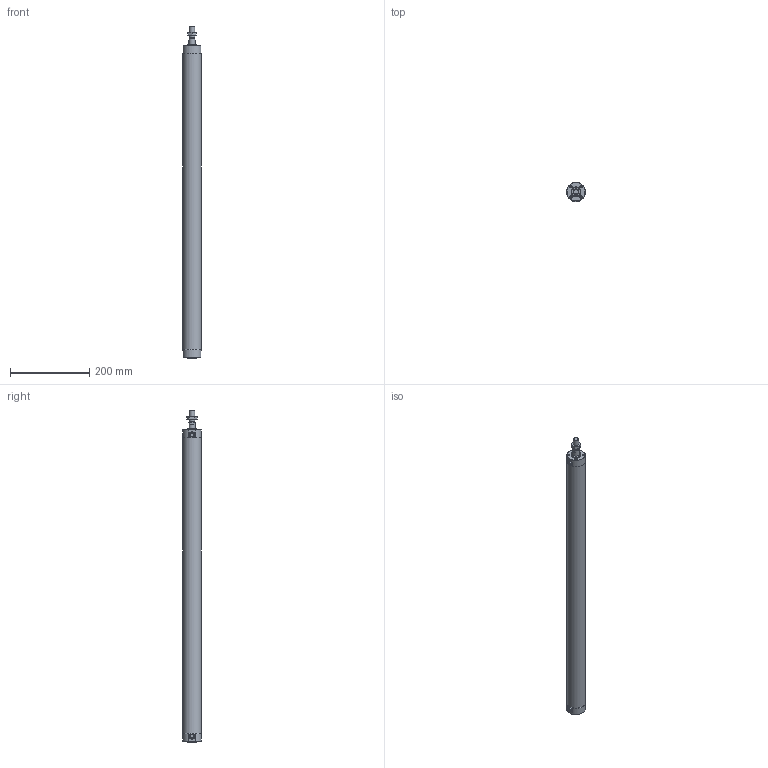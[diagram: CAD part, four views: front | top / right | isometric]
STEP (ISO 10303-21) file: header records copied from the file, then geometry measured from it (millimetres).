
FILE_DESCRIPTION( ( 'STEP AP203' ), '1' );
FILE_NAME( 'MCCG-11-40-700M-A_POS_0.stp', '2021-01-29T08:31:03', ( 'License CC BY-ND 4.0' ), ( 'CADENAS' ), ' ', 'PARTsolutions', ' ' );
FILE_SCHEMA( ( 'CONFIG_CONTROL_DESIGN' ) );
Length unit declared in the file: millimetre
Products named in the file (4): MCCG-11-40-700M-A_POS_0; _MCCG-11-40-700-A(0-b); _MCCG-11-40-700(0-r); _40-nut
Assembly tree (3 placements, depth 2):
  MCCG-11-40-700M-A_POS_0
    _MCCG-11-40-700-A(0-b)
    _MCCG-11-40-700(0-r)
    _40-nut
Bounding box: 47 x 47 x 839 mm (x, y, z)
Volume: 632016.6 mm3; surface area: 266596.6 mm2
Topology: 3 solids, 3 shells, 127 faces, 250 edges, 152 vertices
Faces by surface type: plane 51, cone 45, cylinder 31
Full cylindrical faces by diameter (mm): 4.134 x2, 4.917 x8, 8.566 x2, 8.647 x4, 12.376 x1, 14 x5, 16 x2, 25 x2, 40 x2, 47 x3
Entity records: 3353 total; most frequent: CARTESIAN_POINT 877, DIRECTION 516, ORIENTED_EDGE 366, AXIS2_PLACEMENT_3D 242, EDGE_LOOP 210, EDGE_CURVE 183, FACE_OUTER_BOUND 158, VERTEX_POINT 143
